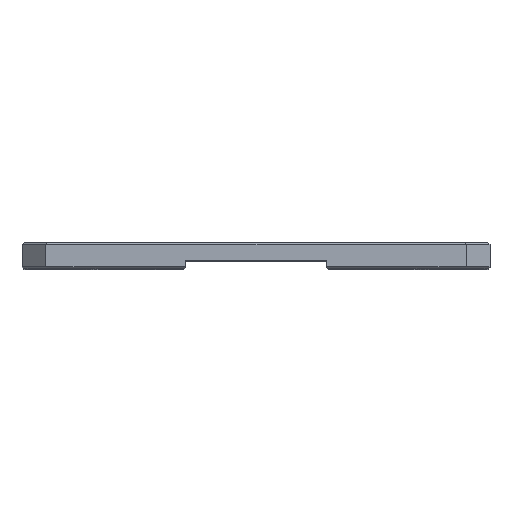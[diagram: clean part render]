
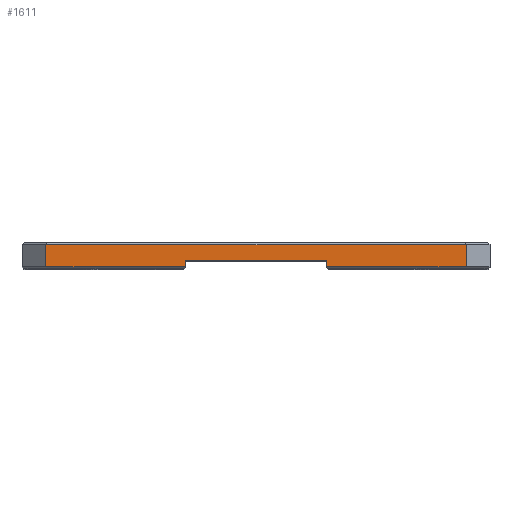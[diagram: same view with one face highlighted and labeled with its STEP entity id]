
A CAD part, top view. The second image highlights one B-rep face of the part: STEP entity #1611.
In plain terms, the highlighted planar face has unit normal (0, 0, 1).
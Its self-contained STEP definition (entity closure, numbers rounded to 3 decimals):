
#41=DIRECTION('',(1.,0.,0.));
#42=VECTOR('',#41,44.704);
#43=CARTESIAN_POINT('',(-22.352,1.651,24.892));
#44=LINE('',#43,#42);
#53=DIRECTION('',(-1.,0.,0.));
#54=VECTOR('',#53,14.852);
#55=CARTESIAN_POINT('',(-7.5,-0.7,24.892));
#56=LINE('',#55,#54);
#57=DIRECTION('',(0.,1.,0.));
#58=VECTOR('',#57,2.351);
#59=CARTESIAN_POINT('',(-22.352,-0.7,24.892));
#60=LINE('',#59,#58);
#61=DIRECTION('',(-1.,0.,0.));
#62=VECTOR('',#61,14.852);
#63=CARTESIAN_POINT('',(22.352,-0.7,24.892));
#64=LINE('',#63,#62);
#65=DIRECTION('',(0.,1.,0.));
#66=VECTOR('',#65,0.7);
#67=CARTESIAN_POINT('',(7.5,-0.7,24.892));
#68=LINE('',#67,#66);
#69=DIRECTION('',(0.,1.,0.));
#70=VECTOR('',#69,0.7);
#71=CARTESIAN_POINT('',(-7.5,-0.7,24.892));
#72=LINE('',#71,#70);
#271=DIRECTION('',(1.,0.,0.));
#272=VECTOR('',#271,15.);
#273=CARTESIAN_POINT('',(-7.5,0.,24.892));
#274=LINE('',#273,#272);
#858=DIRECTION('',(0.,1.,0.));
#859=VECTOR('',#858,2.351);
#860=CARTESIAN_POINT('',(22.352,-0.7,24.892));
#861=LINE('',#860,#859);
#1268=CARTESIAN_POINT('',(-22.352,1.651,24.892));
#1270=VERTEX_POINT('',#1268);
#1280=CARTESIAN_POINT('',(22.352,1.651,24.892));
#1282=VERTEX_POINT('',#1280);
#1291=CARTESIAN_POINT('',(-7.5,0.,24.892));
#1293=VERTEX_POINT('',#1291);
#1296=CARTESIAN_POINT('',(7.5,0.,24.892));
#1298=VERTEX_POINT('',#1296);
#1365=CARTESIAN_POINT('',(-7.5,-0.7,24.892));
#1366=VERTEX_POINT('',#1365);
#1367=CARTESIAN_POINT('',(-22.352,-0.7,24.892));
#1368=VERTEX_POINT('',#1367);
#1407=CARTESIAN_POINT('',(7.5,-0.7,24.892));
#1408=VERTEX_POINT('',#1407);
#1411=CARTESIAN_POINT('',(22.352,-0.7,24.892));
#1412=VERTEX_POINT('',#1411);
#1589=CARTESIAN_POINT('',(-22.352,1.905,24.892));
#1590=DIRECTION('',(0.,0.,-1.));
#1591=DIRECTION('',(-1.,0.,0.));
#1592=AXIS2_PLACEMENT_3D('',#1589,#1590,#1591);
#1593=PLANE('',#1592);
#1595=ORIENTED_EDGE('',*,*,#1594,.T.);
#1597=ORIENTED_EDGE('',*,*,#1596,.T.);
#1598=ORIENTED_EDGE('',*,*,#1580,.T.);
#1600=ORIENTED_EDGE('',*,*,#1599,.F.);
#1602=ORIENTED_EDGE('',*,*,#1601,.T.);
#1604=ORIENTED_EDGE('',*,*,#1603,.T.);
#1606=ORIENTED_EDGE('',*,*,#1605,.F.);
#1608=ORIENTED_EDGE('',*,*,#1607,.F.);
#1609=EDGE_LOOP('',(#1595,#1597,#1598,#1600,#1602,#1604,#1606,#1608));
#1610=FACE_OUTER_BOUND('',#1609,.F.);
#1611=ADVANCED_FACE('',(#1610),#1593,.F.);
#1580=EDGE_CURVE('',#1270,#1282,#44,.T.);
#1594=EDGE_CURVE('',#1366,#1368,#56,.T.);
#1596=EDGE_CURVE('',#1368,#1270,#60,.T.);
#1599=EDGE_CURVE('',#1412,#1282,#861,.T.);
#1601=EDGE_CURVE('',#1412,#1408,#64,.T.);
#1603=EDGE_CURVE('',#1408,#1298,#68,.T.);
#1605=EDGE_CURVE('',#1293,#1298,#274,.T.);
#1607=EDGE_CURVE('',#1366,#1293,#72,.T.);
